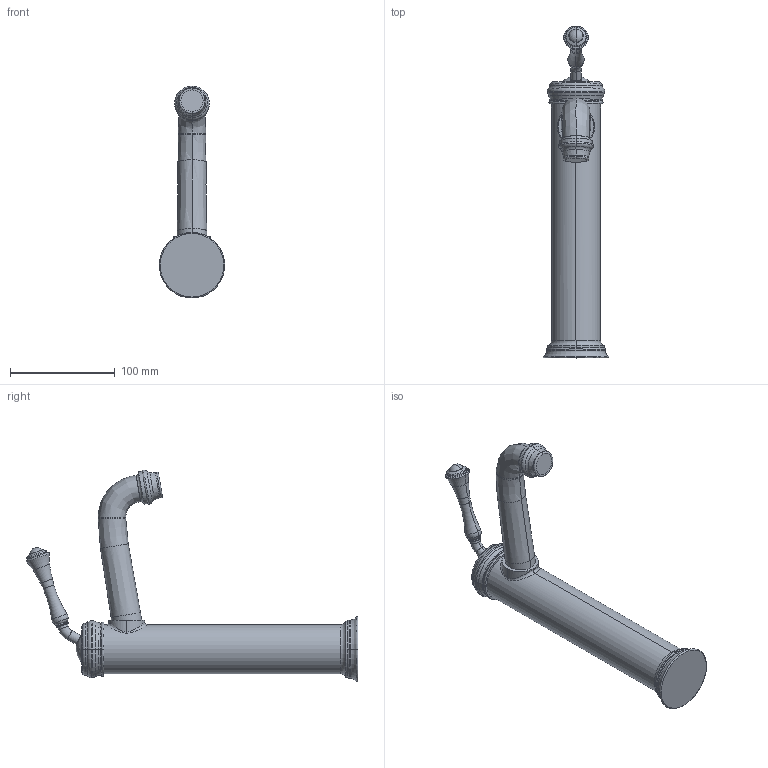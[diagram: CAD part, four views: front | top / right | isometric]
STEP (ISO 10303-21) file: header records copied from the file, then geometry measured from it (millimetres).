
FILE_DESCRIPTION((''),'2;1');
FILE_NAME('9208','2021-05-12T08:29:00',('rsmith'),(''),'CREO PARAMETRIC BY PTC INC, 2018400','CREO PARAMETRIC BY PTC INC, 2018400','');
FILE_SCHEMA(('AUTOMOTIVE_DESIGN { 1 0 10303 214 1 1 1 1 }'));
Length unit declared in the file: inch
Products named in the file (1): 9208
Bounding box: 62.73 x 317.44 x 202.81 mm (x, y, z)
Volume: 591419.7 mm3; surface area: 64683.9 mm2
Topology: 1 solids, 1 shells, 118 faces, 244 edges, 130 vertices
Faces by surface type: torus 62, cylinder 18, bspline 18, plane 10, sphere 6, cone 4
Entity records: 5397 total; most frequent: CARTESIAN_POINT 1696, DIRECTION 601, ORIENTED_EDGE 480, AXIS2_PLACEMENT_3D 287, PRESENTATION_STYLE_ASSIGNMENT 281, STYLED_ITEM 241, CURVE_STYLE 240, EDGE_CURVE 240
